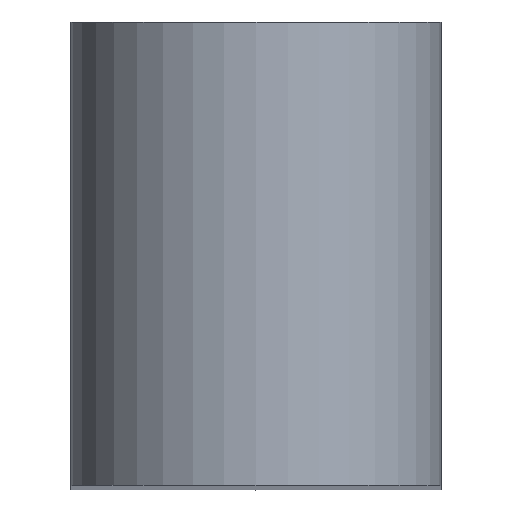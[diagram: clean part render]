
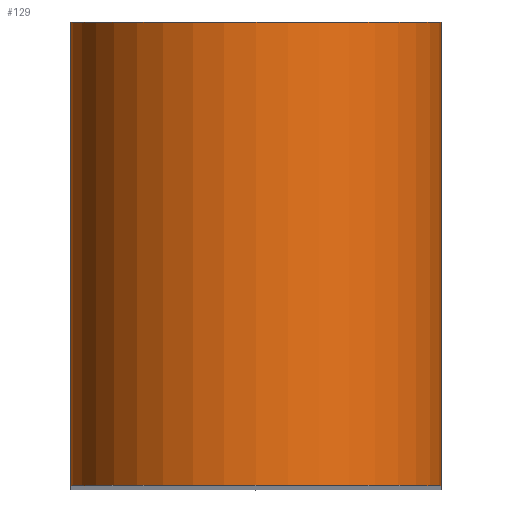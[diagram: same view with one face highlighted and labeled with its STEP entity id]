
A CAD part, top view. The second image highlights one B-rep face of the part: STEP entity #129.
In plain terms, the highlighted cylindrical face has radius 4 mm (diameter 8 mm), a full revolution.
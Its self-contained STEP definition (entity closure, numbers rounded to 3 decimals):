
#16=CYLINDRICAL_SURFACE('',#165,4.);
#17=CIRCLE('',#157,4.);
#19=CIRCLE('',#160,4.);
#22=CIRCLE('',#166,4.);
#29=FACE_OUTER_BOUND('',#37,.T.);
#37=EDGE_LOOP('',(#109,#110,#111,#112,#113,#114,#115));
#40=LINE('',#214,#50);
#46=LINE('',#226,#56);
#48=LINE('',#241,#58);
#50=VECTOR('',#173,10.);
#56=VECTOR('',#181,10.);
#58=VECTOR('',#205,4.);
#59=VERTEX_POINT('',#210);
#61=VERTEX_POINT('',#213);
#64=VERTEX_POINT('',#220);
#66=VERTEX_POINT('',#224);
#68=VERTEX_POINT('',#239);
#70=EDGE_CURVE('',#59,#61,#40,.T.);
#76=EDGE_CURVE('',#64,#66,#46,.T.);
#77=EDGE_CURVE('',#59,#64,#17,.T.);
#79=EDGE_CURVE('',#61,#66,#19,.T.);
#83=EDGE_CURVE('',#68,#68,#22,.T.);
#84=EDGE_CURVE('',#68,#59,#48,.T.);
#109=ORIENTED_EDGE('',*,*,#83,.F.);
#110=ORIENTED_EDGE('',*,*,#84,.T.);
#111=ORIENTED_EDGE('',*,*,#77,.T.);
#112=ORIENTED_EDGE('',*,*,#76,.T.);
#113=ORIENTED_EDGE('',*,*,#79,.F.);
#114=ORIENTED_EDGE('',*,*,#70,.F.);
#115=ORIENTED_EDGE('',*,*,#84,.F.);
#129=ADVANCED_FACE('',(#29),#16,.T.);
#157=AXIS2_PLACEMENT_3D('',#228,#184,#185);
#160=AXIS2_PLACEMENT_3D('',#231,#190,#191);
#165=AXIS2_PLACEMENT_3D('',#238,#201,#202);
#166=AXIS2_PLACEMENT_3D('',#240,#203,#204);
#173=DIRECTION('',(0.,-1.,0.));
#181=DIRECTION('',(0.,-1.,0.));
#184=DIRECTION('center_axis',(0.,1.,0.));
#185=DIRECTION('ref_axis',(-1.,0.,0.));
#190=DIRECTION('center_axis',(0.,-1.,0.));
#191=DIRECTION('ref_axis',(-1.,0.,0.));
#201=DIRECTION('center_axis',(0.,1.,0.));
#202=DIRECTION('ref_axis',(-1.,0.,0.));
#203=DIRECTION('center_axis',(0.,1.,0.));
#204=DIRECTION('ref_axis',(-1.,0.,0.));
#205=DIRECTION('',(0.,-1.,0.));
#210=CARTESIAN_POINT('',(0.,0.,-4.));
#213=CARTESIAN_POINT('',(0.,-3.,-4.));
#214=CARTESIAN_POINT('',(0.,0.,-4.));
#220=CARTESIAN_POINT('',(-8.,0.,-4.));
#224=CARTESIAN_POINT('',(-8.,-3.,-4.));
#226=CARTESIAN_POINT('',(-8.,0.,-4.));
#228=CARTESIAN_POINT('Origin',(-4.,0.,-4.));
#231=CARTESIAN_POINT('Origin',(-4.,-3.,-4.));
#238=CARTESIAN_POINT('Origin',(-4.,0.,-4.));
#239=CARTESIAN_POINT('',(0.,7.,-4.));
#240=CARTESIAN_POINT('Origin',(-4.,7.,-4.));
#241=CARTESIAN_POINT('',(0.,0.,-4.));
